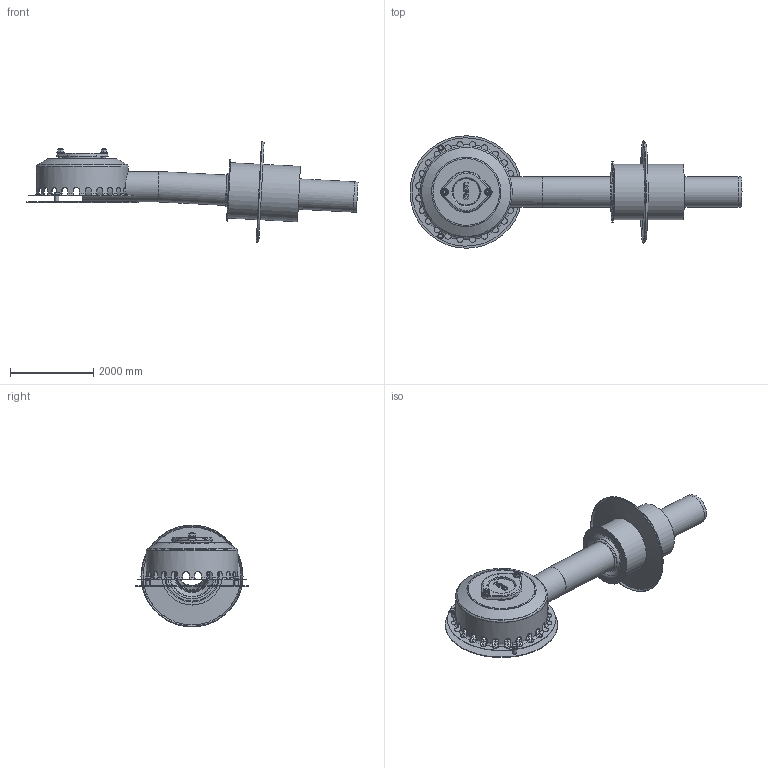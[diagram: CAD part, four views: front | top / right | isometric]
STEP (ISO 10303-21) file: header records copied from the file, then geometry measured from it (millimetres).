
FILE_DESCRIPTION(/* description */ (''),/* implementation_level */ '2;1');
FILE_NAME(/* name */ '19522.070X_3D.stp',/* time_stamp */ '2024-12-12T07:54:34+01:00',/* author */ ('CAD'),/* organization */ (''),/* preprocessor_version */ 'ST-DEVELOPER v20',/* originating_system */ 'AutoCAD Mechanical',/* authorisation */ '');
FILE_SCHEMA (('AUTOMOTIVE_DESIGN { 1 0 10303 214 3 1 1 }'));
Length unit declared in the file: centimetre
Products named in the file (2): Product; *S0
Assembly tree (1 placements, depth 2):
  Product
    *S0
Bounding box: 7965.25 x 2700 x 2446.64 mm (x, y, z)
Volume: 2095284536.3 mm3; surface area: 101109566.9 mm2
Topology: 19 solids, 19 shells, 1939 faces, 5720 edges, 3781 vertices
Faces by surface type: plane 1573, cylinder 126, cone 117, torus 103, bspline 14, sphere 6
Full cylindrical faces by diameter (mm): 66.47 x2, 80 x4, 100 x4, 698 x1, 700 x2, 706 x2, 729.999 x1, 730 x5, 731.5 x1, 760 x1, 792 x2, 810 x2, 842 x2, 920 x1, 1280 x2, 1330 x1, 1470 x1, 2180 x1, 2200 x1, 2700 x1
Entity records: 69864 total; most frequent: CARTESIAN_POINT 16803, ORIENTED_EDGE 11434, DIRECTION 9793, EDGE_CURVE 5717, LINE 4727, VECTOR 4727, VERTEX_POINT 3779, EDGE_LOOP 2690
